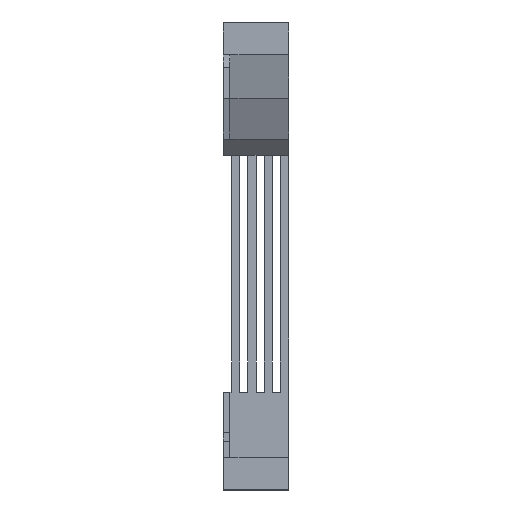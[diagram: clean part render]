
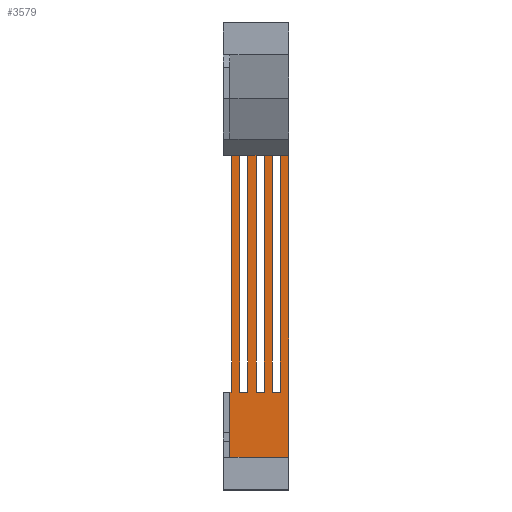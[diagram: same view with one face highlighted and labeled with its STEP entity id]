
A CAD part, left-side view. The second image highlights one B-rep face of the part: STEP entity #3579.
In plain terms, the highlighted planar face has unit normal (-1, 0, 0).
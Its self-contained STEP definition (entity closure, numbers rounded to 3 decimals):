
#35 = CARTESIAN_POINT ( 'NONE',  ( 14.155, 36., -106.266 ) ) ;
#51 = CARTESIAN_POINT ( 'NONE',  ( 14.155, 10., 78.734 ) ) ;
#81 = VECTOR ( 'NONE', #4614, 1000. ) ;
#101 = CARTESIAN_POINT ( 'NONE',  ( 14.155, 36., -106.266 ) ) ;
#150 = DIRECTION ( 'NONE',  ( 0., -1., 0. ) ) ;
#206 = CARTESIAN_POINT ( 'NONE',  ( 14.155, 15., -66.266 ) ) ;
#212 = EDGE_CURVE ( 'NONE', #3693, #2029, #3054, .T. ) ;
#274 = VERTEX_POINT ( 'NONE', #3513 ) ;
#375 = LINE ( 'NONE', #3697, #518 ) ;
#377 = VERTEX_POINT ( 'NONE', #2989 ) ;
#401 = EDGE_CURVE ( 'NONE', #2900, #660, #2164, .T. ) ;
#434 = DIRECTION ( 'NONE',  ( 0., -1., 0. ) ) ;
#460 = ORIENTED_EDGE ( 'NONE', *, *, #212, .T. ) ;
#499 = ORIENTED_EDGE ( 'NONE', *, *, #2821, .T. ) ;
#518 = VECTOR ( 'NONE', #559, 1000. ) ;
#547 = CARTESIAN_POINT ( 'NONE',  ( 14.155, 40., 78.734 ) ) ;
#559 = DIRECTION ( 'NONE',  ( 0., -1., 0. ) ) ;
#561 = CARTESIAN_POINT ( 'NONE',  ( 14.155, 35., -66.266 ) ) ;
#577 = ORIENTED_EDGE ( 'NONE', *, *, #791, .T. ) ;
#658 = LINE ( 'NONE', #4447, #3694 ) ;
#660 = VERTEX_POINT ( 'NONE', #3437 ) ;
#732 = CARTESIAN_POINT ( 'NONE',  ( 14.155, 36., -66.266 ) ) ;
#733 = VECTOR ( 'NONE', #1197, 1000. ) ;
#736 = VERTEX_POINT ( 'NONE', #2292 ) ;
#742 = VERTEX_POINT ( 'NONE', #1442 ) ;
#759 = ORIENTED_EDGE ( 'NONE', *, *, #4003, .F. ) ;
#781 = LINE ( 'NONE', #1183, #2974 ) ;
#785 = DIRECTION ( 'NONE',  ( 0., 0., -1. ) ) ;
#786 = CARTESIAN_POINT ( 'NONE',  ( 14.155, 25., -66.266 ) ) ;
#791 = EDGE_CURVE ( 'NONE', #736, #660, #2018, .T. ) ;
#806 = EDGE_CURVE ( 'NONE', #4303, #274, #2723, .T. ) ;
#818 = DIRECTION ( 'NONE',  ( 0., 0., 1. ) ) ;
#827 = DIRECTION ( 'NONE',  ( 0., 0., -1. ) ) ;
#838 = DIRECTION ( 'NONE',  ( 0., 0., 1. ) ) ;
#869 = EDGE_CURVE ( 'NONE', #2988, #736, #1237, .T. ) ;
#884 = EDGE_CURVE ( 'NONE', #274, #2029, #375, .T. ) ;
#902 = DIRECTION ( 'NONE',  ( 0., -1., 0. ) ) ;
#928 = VERTEX_POINT ( 'NONE', #206 ) ;
#944 = ORIENTED_EDGE ( 'NONE', *, *, #991, .F. ) ;
#973 = VECTOR ( 'NONE', #3400, 1000. ) ;
#991 = EDGE_CURVE ( 'NONE', #3235, #928, #1305, .T. ) ;
#1011 = AXIS2_PLACEMENT_3D ( 'NONE', #547, #4843, #1365 ) ;
#1062 = CARTESIAN_POINT ( 'NONE',  ( 14.155, 25., 78.734 ) ) ;
#1183 = CARTESIAN_POINT ( 'NONE',  ( 14.155, 40., 78.734 ) ) ;
#1197 = DIRECTION ( 'NONE',  ( 0., -1., 0. ) ) ;
#1237 = LINE ( 'NONE', #35, #1358 ) ;
#1305 = LINE ( 'NONE', #3281, #3947 ) ;
#1318 = FACE_OUTER_BOUND ( 'NONE', #1680, .T. ) ;
#1358 = VECTOR ( 'NONE', #2796, 1000. ) ;
#1365 = DIRECTION ( 'NONE',  ( 0., 0., -1. ) ) ;
#1442 = CARTESIAN_POINT ( 'NONE',  ( 14.155, 5., -66.266 ) ) ;
#1450 = VERTEX_POINT ( 'NONE', #1804 ) ;
#1573 = CARTESIAN_POINT ( 'NONE',  ( 14.155, 40., 78.734 ) ) ;
#1602 = LINE ( 'NONE', #1573, #3131 ) ;
#1619 = EDGE_CURVE ( 'NONE', #2485, #4589, #3438, .T. ) ;
#1627 = DIRECTION ( 'NONE',  ( 0., -1., 0. ) ) ;
#1635 = CARTESIAN_POINT ( 'NONE',  ( 14.155, 40., 78.734 ) ) ;
#1679 = ORIENTED_EDGE ( 'NONE', *, *, #2864, .F. ) ;
#1680 = EDGE_LOOP ( 'NONE', ( #1795, #2858, #4372, #4407, #4951, #2946, #944, #4425, #759, #460, #2730, #4551, #1679, #499, #3310, #2045, #4046, #577 ) ) ;
#1715 = LINE ( 'NONE', #4352, #3733 ) ;
#1764 = EDGE_CURVE ( 'NONE', #3853, #742, #2784, .T. ) ;
#1781 = EDGE_CURVE ( 'NONE', #2900, #742, #1715, .T. ) ;
#1785 = VECTOR ( 'NONE', #150, 1000. ) ;
#1795 = ORIENTED_EDGE ( 'NONE', *, *, #401, .F. ) ;
#1804 = CARTESIAN_POINT ( 'NONE',  ( 14.155, 15., 78.734 ) ) ;
#1921 = DIRECTION ( 'NONE',  ( 0., 0., -1. ) ) ;
#2018 = LINE ( 'NONE', #4266, #4119 ) ;
#2029 = VERTEX_POINT ( 'NONE', #786 ) ;
#2045 = ORIENTED_EDGE ( 'NONE', *, *, #3706, .F. ) ;
#2054 = CARTESIAN_POINT ( 'NONE',  ( 14.155, 10., 78.734 ) ) ;
#2164 = LINE ( 'NONE', #4544, #2287 ) ;
#2225 = LINE ( 'NONE', #3787, #973 ) ;
#2287 = VECTOR ( 'NONE', #4934, 1000. ) ;
#2292 = CARTESIAN_POINT ( 'NONE',  ( 14.155, 0., -106.266 ) ) ;
#2485 = VERTEX_POINT ( 'NONE', #732 ) ;
#2547 = EDGE_CURVE ( 'NONE', #4217, #3235, #2225, .T. ) ;
#2585 = EDGE_CURVE ( 'NONE', #1450, #928, #2995, .T. ) ;
#2723 = LINE ( 'NONE', #2773, #3718 ) ;
#2730 = ORIENTED_EDGE ( 'NONE', *, *, #884, .F. ) ;
#2773 = CARTESIAN_POINT ( 'NONE',  ( 14.155, 30., 78.734 ) ) ;
#2784 = LINE ( 'NONE', #4429, #3167 ) ;
#2796 = DIRECTION ( 'NONE',  ( 0., -1., 0. ) ) ;
#2821 = EDGE_CURVE ( 'NONE', #377, #4589, #3425, .T. ) ;
#2858 = ORIENTED_EDGE ( 'NONE', *, *, #1781, .T. ) ;
#2864 = EDGE_CURVE ( 'NONE', #377, #4303, #3212, .T. ) ;
#2872 = PLANE ( 'NONE',  #1011 ) ;
#2900 = VERTEX_POINT ( 'NONE', #3190 ) ;
#2915 = CARTESIAN_POINT ( 'NONE',  ( 14.155, 15., 78.734 ) ) ;
#2946 = ORIENTED_EDGE ( 'NONE', *, *, #2585, .T. ) ;
#2974 = VECTOR ( 'NONE', #3859, 1000. ) ;
#2988 = VERTEX_POINT ( 'NONE', #101 ) ;
#2989 = CARTESIAN_POINT ( 'NONE',  ( 14.155, 35., 78.734 ) ) ;
#2995 = LINE ( 'NONE', #2915, #3502 ) ;
#3054 = LINE ( 'NONE', #1062, #81 ) ;
#3106 = CARTESIAN_POINT ( 'NONE',  ( 14.155, 25., 78.734 ) ) ;
#3131 = VECTOR ( 'NONE', #434, 1000. ) ;
#3167 = VECTOR ( 'NONE', #1627, 1000. ) ;
#3190 = CARTESIAN_POINT ( 'NONE',  ( 14.155, 5., 78.734 ) ) ;
#3212 = LINE ( 'NONE', #1635, #1785 ) ;
#3235 = VERTEX_POINT ( 'NONE', #3828 ) ;
#3268 = DIRECTION ( 'NONE',  ( 0., 0., -1. ) ) ;
#3281 = CARTESIAN_POINT ( 'NONE',  ( 14.155, 36., -66.266 ) ) ;
#3310 = ORIENTED_EDGE ( 'NONE', *, *, #1619, .F. ) ;
#3397 = EDGE_CURVE ( 'NONE', #1450, #3434, #1602, .T. ) ;
#3400 = DIRECTION ( 'NONE',  ( 0., 0., -1. ) ) ;
#3425 = LINE ( 'NONE', #4239, #3743 ) ;
#3426 = CARTESIAN_POINT ( 'NONE',  ( 14.155, 10., -66.266 ) ) ;
#3434 = VERTEX_POINT ( 'NONE', #2054 ) ;
#3437 = CARTESIAN_POINT ( 'NONE',  ( 14.155, 0., 78.734 ) ) ;
#3438 = LINE ( 'NONE', #4622, #733 ) ;
#3502 = VECTOR ( 'NONE', #4548, 1000. ) ;
#3513 = CARTESIAN_POINT ( 'NONE',  ( 14.155, 30., -66.266 ) ) ;
#3545 = LINE ( 'NONE', #51, #5021 ) ;
#3579 = ADVANCED_FACE ( 'NONE', ( #1318 ), #2872, .F. ) ;
#3693 = VERTEX_POINT ( 'NONE', #3106 ) ;
#3694 = VECTOR ( 'NONE', #818, 1000. ) ;
#3697 = CARTESIAN_POINT ( 'NONE',  ( 14.155, 36., -66.266 ) ) ;
#3706 = EDGE_CURVE ( 'NONE', #2988, #2485, #658, .T. ) ;
#3718 = VECTOR ( 'NONE', #785, 1000. ) ;
#3733 = VECTOR ( 'NONE', #3268, 1000. ) ;
#3743 = VECTOR ( 'NONE', #1921, 1000. ) ;
#3787 = CARTESIAN_POINT ( 'NONE',  ( 14.155, 20., 78.734 ) ) ;
#3828 = CARTESIAN_POINT ( 'NONE',  ( 14.155, 20., -66.266 ) ) ;
#3853 = VERTEX_POINT ( 'NONE', #3426 ) ;
#3859 = DIRECTION ( 'NONE',  ( 0., -1., 0. ) ) ;
#3947 = VECTOR ( 'NONE', #902, 1000. ) ;
#4003 = EDGE_CURVE ( 'NONE', #3693, #4217, #781, .T. ) ;
#4046 = ORIENTED_EDGE ( 'NONE', *, *, #869, .T. ) ;
#4092 = CARTESIAN_POINT ( 'NONE',  ( 14.155, 30., 78.734 ) ) ;
#4119 = VECTOR ( 'NONE', #838, 1000. ) ;
#4217 = VERTEX_POINT ( 'NONE', #4825 ) ;
#4239 = CARTESIAN_POINT ( 'NONE',  ( 14.155, 35., 78.734 ) ) ;
#4266 = CARTESIAN_POINT ( 'NONE',  ( 14.155, 0., 78.734 ) ) ;
#4303 = VERTEX_POINT ( 'NONE', #4092 ) ;
#4352 = CARTESIAN_POINT ( 'NONE',  ( 14.155, 5., 78.734 ) ) ;
#4372 = ORIENTED_EDGE ( 'NONE', *, *, #1764, .F. ) ;
#4407 = ORIENTED_EDGE ( 'NONE', *, *, #4523, .F. ) ;
#4425 = ORIENTED_EDGE ( 'NONE', *, *, #2547, .F. ) ;
#4429 = CARTESIAN_POINT ( 'NONE',  ( 14.155, 36., -66.266 ) ) ;
#4447 = CARTESIAN_POINT ( 'NONE',  ( 14.155, 36., -66.266 ) ) ;
#4523 = EDGE_CURVE ( 'NONE', #3434, #3853, #3545, .T. ) ;
#4544 = CARTESIAN_POINT ( 'NONE',  ( 14.155, 40., 78.734 ) ) ;
#4548 = DIRECTION ( 'NONE',  ( 0., 0., -1. ) ) ;
#4551 = ORIENTED_EDGE ( 'NONE', *, *, #806, .F. ) ;
#4589 = VERTEX_POINT ( 'NONE', #561 ) ;
#4614 = DIRECTION ( 'NONE',  ( 0., 0., -1. ) ) ;
#4622 = CARTESIAN_POINT ( 'NONE',  ( 14.155, 36., -66.266 ) ) ;
#4825 = CARTESIAN_POINT ( 'NONE',  ( 14.155, 20., 78.734 ) ) ;
#4843 = DIRECTION ( 'NONE',  ( 1., 0., 0. ) ) ;
#4934 = DIRECTION ( 'NONE',  ( 0., -1., 0. ) ) ;
#4951 = ORIENTED_EDGE ( 'NONE', *, *, #3397, .F. ) ;
#5021 = VECTOR ( 'NONE', #827, 1000. ) ;
